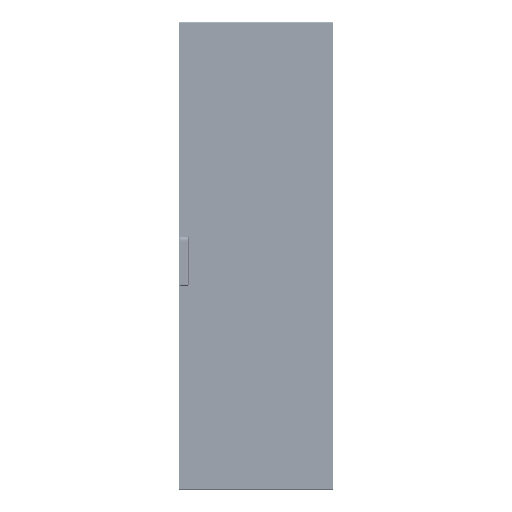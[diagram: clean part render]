
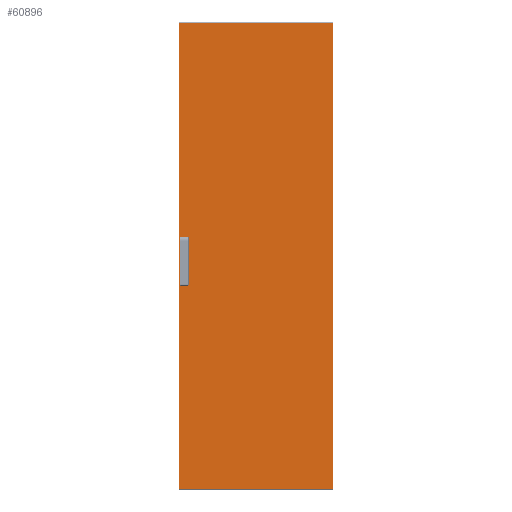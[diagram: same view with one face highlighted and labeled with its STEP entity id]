
A CAD part, top view. The second image highlights one B-rep face of the part: STEP entity #60896.
In plain terms, the highlighted planar face has unit normal (0, 0, 1).
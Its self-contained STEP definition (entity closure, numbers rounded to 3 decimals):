
#8314 = FACE_BOUND ( 'NONE', #66879, .T. ) ;
#8342 = FACE_OUTER_BOUND ( 'NONE', #66882, .T. ) ;
#12767 = VERTEX_POINT ( 'NONE', #46377 ) ;
#12791 = VERTEX_POINT ( 'NONE', #46213 ) ;
#12866 = VERTEX_POINT ( 'NONE', #46181 ) ;
#12882 = VERTEX_POINT ( 'NONE', #46160 ) ;
#13057 = VERTEX_POINT ( 'NONE', #46076 ) ;
#13062 = VERTEX_POINT ( 'NONE', #46075 ) ;
#13158 = VERTEX_POINT ( 'NONE', #21703 ) ;
#18507 = PLANE ( 'NONE',  #54208 ) ;
#18509 = CARTESIAN_POINT ( 'NONE',  ( 0., 0., 0. ) ) ;
#18511 = DIRECTION ( 'NONE',  ( 0., 0., 1. ) ) ;
#18514 = DIRECTION ( 'NONE',  ( 1., 0., 0. ) ) ;
#21703 = CARTESIAN_POINT ( 'NONE',  ( -294., -894.5, 0. ) ) ;
#24388 = CIRCLE ( 'NONE', #53197, 4.5 ) ;
#24389 = VECTOR ( 'NONE', #36423, 1000. ) ;
#24390 = VECTOR ( 'NONE', #36431, 1000. ) ;
#24391 = LINE ( 'NONE', #36421, #24389 ) ;
#24392 = LINE ( 'NONE', #36429, #24396 ) ;
#24394 = LINE ( 'NONE', #36430, #24390 ) ;
#24395 = VECTOR ( 'NONE', #36439, 1000. ) ;
#24396 = VECTOR ( 'NONE', #36424, 1000. ) ;
#24398 = VECTOR ( 'NONE', #36445, 1000. ) ;
#24399 = LINE ( 'NONE', #36438, #24395 ) ;
#24402 = LINE ( 'NONE', #36444, #24398 ) ;
#24404 = CIRCLE ( 'NONE', #53203, 4.5 ) ;
#24405 = VECTOR ( 'NONE', #36458, 1000. ) ;
#24406 = VECTOR ( 'NONE', #36464, 1000. ) ;
#24407 = LINE ( 'NONE', #36457, #24405 ) ;
#24409 = VECTOR ( 'NONE', #36470, 1000. ) ;
#24410 = LINE ( 'NONE', #36463, #24406 ) ;
#24412 = VECTOR ( 'NONE', #36476, 1000. ) ;
#24413 = LINE ( 'NONE', #36469, #24409 ) ;
#24415 = VECTOR ( 'NONE', #36482, 1000. ) ;
#24416 = LINE ( 'NONE', #36475, #24412 ) ;
#24417 = LINE ( 'NONE', #36480, #24421 ) ;
#24419 = LINE ( 'NONE', #36481, #24415 ) ;
#24420 = VECTOR ( 'NONE', #36489, 1000. ) ;
#24421 = VECTOR ( 'NONE', #36477, 1000. ) ;
#24424 = LINE ( 'NONE', #36488, #24420 ) ;
#24425 = VECTOR ( 'NONE', #36495, 1000. ) ;
#24427 = LINE ( 'NONE', #36494, #24425 ) ;
#24428 = VECTOR ( 'NONE', #36502, 1000. ) ;
#24430 = LINE ( 'NONE', #36501, #24428 ) ;
#30091 = VERTEX_POINT ( 'NONE', #39269 ) ;
#30200 = VERTEX_POINT ( 'NONE', #39355 ) ;
#30211 = VERTEX_POINT ( 'NONE', #39363 ) ;
#30478 = VERTEX_POINT ( 'NONE', #39539 ) ;
#34354 = VERTEX_POINT ( 'NONE', #41994 ) ;
#36409 = CARTESIAN_POINT ( 'NONE',  ( -275.5, -54.3, 0. ) ) ;
#36411 = DIRECTION ( 'NONE',  ( 0., 0., 1. ) ) ;
#36413 = DIRECTION ( 'NONE',  ( 1., 0., 0. ) ) ;
#36421 = CARTESIAN_POINT ( 'NONE',  ( -280., -54.3, 0. ) ) ;
#36423 = DIRECTION ( 'NONE',  ( 0., -1., 0. ) ) ;
#36424 = DIRECTION ( 'NONE',  ( 0., -1., 0. ) ) ;
#36429 = CARTESIAN_POINT ( 'NONE',  ( -288., 50., 0. ) ) ;
#36430 = CARTESIAN_POINT ( 'NONE',  ( -288., -50., 0. ) ) ;
#36431 = DIRECTION ( 'NONE',  ( 1., 0., 0. ) ) ;
#36438 = CARTESIAN_POINT ( 'NONE',  ( -288., 50., 0. ) ) ;
#36439 = DIRECTION ( 'NONE',  ( -1., 0., 0. ) ) ;
#36444 = CARTESIAN_POINT ( 'NONE',  ( -280., 50., 0. ) ) ;
#36445 = DIRECTION ( 'NONE',  ( 0., -1., 0. ) ) ;
#36451 = CARTESIAN_POINT ( 'NONE',  ( -275.5, 54.3, 0. ) ) ;
#36452 = DIRECTION ( 'NONE',  ( 0., 0., 1. ) ) ;
#36453 = DIRECTION ( 'NONE',  ( 1., 0., 0. ) ) ;
#36457 = CARTESIAN_POINT ( 'NONE',  ( -271., 50., 0. ) ) ;
#36458 = DIRECTION ( 'NONE',  ( 0., 1., 0. ) ) ;
#36463 = CARTESIAN_POINT ( 'NONE',  ( -271., 50., 0. ) ) ;
#36464 = DIRECTION ( 'NONE',  ( -1., 0., 0. ) ) ;
#36469 = CARTESIAN_POINT ( 'NONE',  ( -263., 50., 0. ) ) ;
#36470 = DIRECTION ( 'NONE',  ( 0., 1., 0. ) ) ;
#36475 = CARTESIAN_POINT ( 'NONE',  ( -271., -50., 0. ) ) ;
#36476 = DIRECTION ( 'NONE',  ( 1., 0., 0. ) ) ;
#36477 = DIRECTION ( 'NONE',  ( 0., -1., 0. ) ) ;
#36480 = CARTESIAN_POINT ( 'NONE',  ( -294., 897.5, 0. ) ) ;
#36481 = CARTESIAN_POINT ( 'NONE',  ( -271., -54.3, 0. ) ) ;
#36482 = DIRECTION ( 'NONE',  ( 0., 1., 0. ) ) ;
#36488 = CARTESIAN_POINT ( 'NONE',  ( -294., -894.5, 0. ) ) ;
#36489 = DIRECTION ( 'NONE',  ( 1., 0., 0. ) ) ;
#36494 = CARTESIAN_POINT ( 'NONE',  ( 294., -897.5, 0. ) ) ;
#36495 = DIRECTION ( 'NONE',  ( 0., 1., 0. ) ) ;
#36501 = CARTESIAN_POINT ( 'NONE',  ( 294., 894.5, 0. ) ) ;
#36502 = DIRECTION ( 'NONE',  ( -1., 0., 0. ) ) ;
#39269 = CARTESIAN_POINT ( 'NONE',  ( -280., 50., 0. ) ) ;
#39355 = CARTESIAN_POINT ( 'NONE',  ( -288., -50., 0. ) ) ;
#39363 = CARTESIAN_POINT ( 'NONE',  ( -271., 54.3, 0. ) ) ;
#39494 = CARTESIAN_POINT ( 'NONE',  ( -271., -54.3, 0. ) ) ;
#39502 = CARTESIAN_POINT ( 'NONE',  ( -271., -50., 0. ) ) ;
#39538 = CARTESIAN_POINT ( 'NONE',  ( 294., -894.5, 0. ) ) ;
#39539 = CARTESIAN_POINT ( 'NONE',  ( 294., 894.5, 0. ) ) ;
#39612 = CARTESIAN_POINT ( 'NONE',  ( -263., 50., 0. ) ) ;
#41994 = CARTESIAN_POINT ( 'NONE',  ( -271., 50., 0. ) ) ;
#45574 = VERTEX_POINT ( 'NONE', #39494 ) ;
#45578 = VERTEX_POINT ( 'NONE', #39502 ) ;
#45596 = VERTEX_POINT ( 'NONE', #39538 ) ;
#45632 = VERTEX_POINT ( 'NONE', #39612 ) ;
#46075 = CARTESIAN_POINT ( 'NONE',  ( -263., -50., 0. ) ) ;
#46076 = CARTESIAN_POINT ( 'NONE',  ( -280., -50., 0. ) ) ;
#46160 = CARTESIAN_POINT ( 'NONE',  ( -288., 50., 0. ) ) ;
#46181 = CARTESIAN_POINT ( 'NONE',  ( -280., -54.3, 0. ) ) ;
#46213 = CARTESIAN_POINT ( 'NONE',  ( -280., 54.3, 0. ) ) ;
#46377 = CARTESIAN_POINT ( 'NONE',  ( -294., 894.5, 0. ) ) ;
#50866 = EDGE_CURVE ( 'NONE', #12866, #45574, #24388, .T. ) ;
#50868 = EDGE_CURVE ( 'NONE', #13057, #12866, #24391, .T. ) ;
#50870 = EDGE_CURVE ( 'NONE', #30200, #13057, #24394, .T. ) ;
#50871 = EDGE_CURVE ( 'NONE', #12882, #30200, #24392, .T. ) ;
#50873 = EDGE_CURVE ( 'NONE', #30091, #12882, #24399, .T. ) ;
#50875 = EDGE_CURVE ( 'NONE', #12791, #30091, #24402, .T. ) ;
#50877 = EDGE_CURVE ( 'NONE', #30211, #12791, #24404, .T. ) ;
#50879 = EDGE_CURVE ( 'NONE', #34354, #30211, #24407, .T. ) ;
#50881 = EDGE_CURVE ( 'NONE', #45632, #34354, #24410, .T. ) ;
#50883 = EDGE_CURVE ( 'NONE', #13062, #45632, #24413, .T. ) ;
#50885 = EDGE_CURVE ( 'NONE', #45578, #13062, #24416, .T. ) ;
#50887 = EDGE_CURVE ( 'NONE', #45574, #45578, #24419, .T. ) ;
#50888 = EDGE_CURVE ( 'NONE', #12767, #13158, #24417, .T. ) ;
#50890 = EDGE_CURVE ( 'NONE', #13158, #45596, #24424, .T. ) ;
#50892 = EDGE_CURVE ( 'NONE', #45596, #30478, #24427, .T. ) ;
#50894 = EDGE_CURVE ( 'NONE', #30478, #12767, #24430, .T. ) ;
#51409 = ORIENTED_EDGE ( 'NONE', *, *, #50866, .F. ) ;
#51412 = ORIENTED_EDGE ( 'NONE', *, *, #50868, .F. ) ;
#51413 = ORIENTED_EDGE ( 'NONE', *, *, #50870, .F. ) ;
#51416 = ORIENTED_EDGE ( 'NONE', *, *, #50871, .F. ) ;
#51418 = ORIENTED_EDGE ( 'NONE', *, *, #50873, .F. ) ;
#51421 = ORIENTED_EDGE ( 'NONE', *, *, #50875, .F. ) ;
#51423 = ORIENTED_EDGE ( 'NONE', *, *, #50877, .F. ) ;
#51426 = ORIENTED_EDGE ( 'NONE', *, *, #50879, .F. ) ;
#51429 = ORIENTED_EDGE ( 'NONE', *, *, #50881, .F. ) ;
#51432 = ORIENTED_EDGE ( 'NONE', *, *, #50883, .F. ) ;
#51435 = ORIENTED_EDGE ( 'NONE', *, *, #50885, .F. ) ;
#51437 = ORIENTED_EDGE ( 'NONE', *, *, #50887, .F. ) ;
#51439 = ORIENTED_EDGE ( 'NONE', *, *, #50888, .T. ) ;
#51442 = ORIENTED_EDGE ( 'NONE', *, *, #50890, .T. ) ;
#51445 = ORIENTED_EDGE ( 'NONE', *, *, #50892, .T. ) ;
#51447 = ORIENTED_EDGE ( 'NONE', *, *, #50894, .T. ) ;
#53197 = AXIS2_PLACEMENT_3D ( 'NONE', #36409, #36411, #36413 ) ;
#53203 = AXIS2_PLACEMENT_3D ( 'NONE', #36451, #36452, #36453 ) ;
#54208 = AXIS2_PLACEMENT_3D ( 'NONE', #18509, #18511, #18514 ) ;
#60896 = ADVANCED_FACE ( 'NONE', ( #8314, #8342 ), #18507, .T. ) ;
#66879 = EDGE_LOOP ( 'NONE', ( #51409, #51412, #51413, #51416, #51418, #51421, #51423, #51426, #51429, #51432, #51435, #51437 ) ) ;
#66882 = EDGE_LOOP ( 'NONE', ( #51439, #51442, #51445, #51447 ) ) ;
